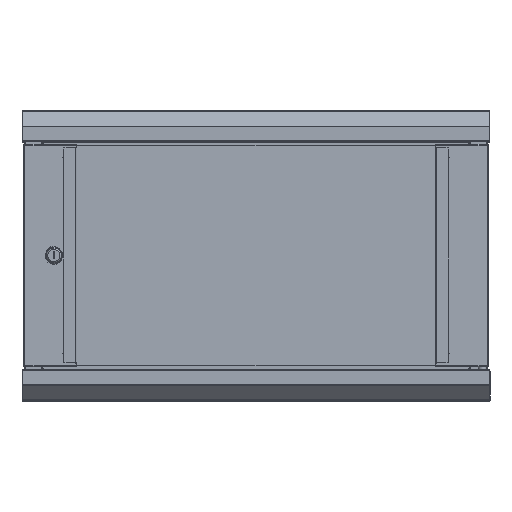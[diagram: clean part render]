
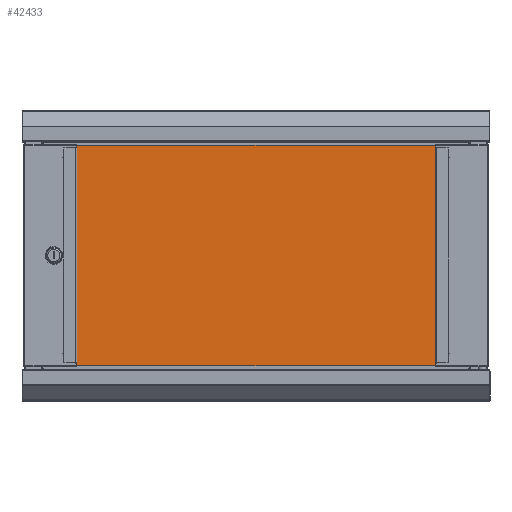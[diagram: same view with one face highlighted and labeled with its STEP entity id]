
A CAD part, top view. The second image highlights one B-rep face of the part: STEP entity #42433.
In plain terms, the highlighted planar face has unit normal (0, 0, 1).
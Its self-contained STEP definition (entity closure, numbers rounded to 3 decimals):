
#378 = FACE_OUTER_BOUND ( 'NONE', #1295, .T. ) ;
#485 = EDGE_CURVE ( 'NONE', #8531, #14435, #27328, .T. ) ;
#1295 = EDGE_LOOP ( 'NONE', ( #32873, #34078, #13631, #43147 ) ) ;
#3423 = EDGE_CURVE ( 'NONE', #8907, #36835, #19467, .T. ) ;
#4773 = VECTOR ( 'NONE', #12893, 1000. ) ;
#4921 = CARTESIAN_POINT ( 'NONE',  ( -245.5, -141.25, 5. ) ) ;
#5126 = CARTESIAN_POINT ( 'NONE',  ( 245.5, 141.25, 5. ) ) ;
#8531 = VERTEX_POINT ( 'NONE', #26172 ) ;
#8907 = VERTEX_POINT ( 'NONE', #49696 ) ;
#11450 = DIRECTION ( 'NONE',  ( 0., 0., -1. ) ) ;
#11486 = VECTOR ( 'NONE', #36132, 1000. ) ;
#11711 = DIRECTION ( 'NONE',  ( -1., 0., 0. ) ) ;
#12893 = DIRECTION ( 'NONE',  ( 0., 1., 0. ) ) ;
#13631 = ORIENTED_EDGE ( 'NONE', *, *, #3423, .F. ) ;
#14435 = VERTEX_POINT ( 'NONE', #41442 ) ;
#16520 = DIRECTION ( 'NONE',  ( 1., 0., 0. ) ) ;
#17891 = AXIS2_PLACEMENT_3D ( 'NONE', #39657, #11450, #42739 ) ;
#17939 = VECTOR ( 'NONE', #16520, 1000. ) ;
#19467 = LINE ( 'NONE', #42508, #32708 ) ;
#21415 = LINE ( 'NONE', #28070, #4773 ) ;
#25174 = LINE ( 'NONE', #5126, #11486 ) ;
#26172 = CARTESIAN_POINT ( 'NONE',  ( -245.5, 141.25, 5. ) ) ;
#27328 = LINE ( 'NONE', #35975, #17939 ) ;
#28070 = CARTESIAN_POINT ( 'NONE',  ( -245.5, 141.25, 5. ) ) ;
#32708 = VECTOR ( 'NONE', #11711, 1000. ) ;
#32873 = ORIENTED_EDGE ( 'NONE', *, *, #485, .F. ) ;
#34078 = ORIENTED_EDGE ( 'NONE', *, *, #43792, .F. ) ;
#35975 = CARTESIAN_POINT ( 'NONE',  ( 245.5, 141.25, 5. ) ) ;
#36132 = DIRECTION ( 'NONE',  ( 0., -1., 0. ) ) ;
#36835 = VERTEX_POINT ( 'NONE', #4921 ) ;
#38207 = EDGE_CURVE ( 'NONE', #14435, #8907, #25174, .T. ) ;
#39657 = CARTESIAN_POINT ( 'NONE',  ( 245.5, 141.25, 5. ) ) ;
#41442 = CARTESIAN_POINT ( 'NONE',  ( 245.5, 141.25, 5. ) ) ;
#42433 = ADVANCED_FACE ( 'NONE', ( #378 ), #47140, .F. ) ;
#42508 = CARTESIAN_POINT ( 'NONE',  ( 245.5, -141.25, 5. ) ) ;
#42739 = DIRECTION ( 'NONE',  ( -1., 0., 0. ) ) ;
#43147 = ORIENTED_EDGE ( 'NONE', *, *, #38207, .F. ) ;
#43792 = EDGE_CURVE ( 'NONE', #36835, #8531, #21415, .T. ) ;
#47140 = PLANE ( 'NONE',  #17891 ) ;
#49696 = CARTESIAN_POINT ( 'NONE',  ( 245.5, -141.25, 5. ) ) ;
